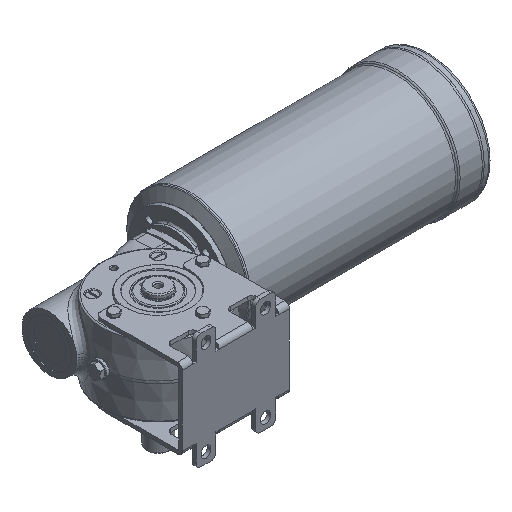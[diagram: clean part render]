
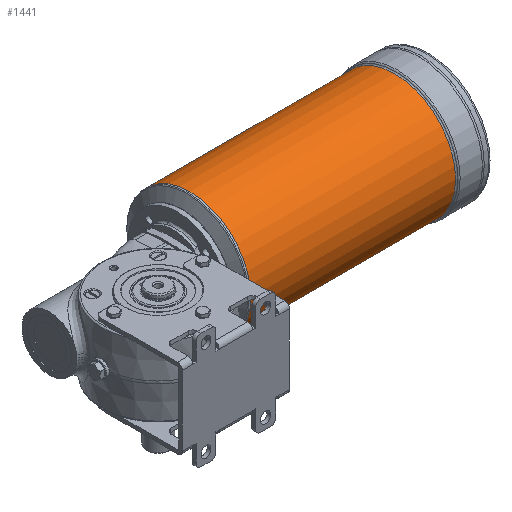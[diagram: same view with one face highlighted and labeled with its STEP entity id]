
A CAD part, isometric view. The second image highlights one B-rep face of the part: STEP entity #1441.
In plain terms, the highlighted cylindrical face has radius 64.5 mm (diameter 129 mm), a full revolution.
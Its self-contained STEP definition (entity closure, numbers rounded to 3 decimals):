
#1441 = ADVANCED_FACE( '', ( #3370, #3371 ), #3372, .T. );
#3370 = FACE_OUTER_BOUND( '', #7407, .T. );
#3371 = FACE_OUTER_BOUND( '', #7408, .T. );
#3372 = CYLINDRICAL_SURFACE( '', #7409, 64.5 );
#7407 = EDGE_LOOP( '', ( #12386 ) );
#7408 = EDGE_LOOP( '', ( #12387 ) );
#7409 = AXIS2_PLACEMENT_3D( '', #12388, #12389, #12390 );
#12386 = ORIENTED_EDGE( '', *, *, #15612, .T. );
#12387 = ORIENTED_EDGE( '', *, *, #16455, .T. );
#12388 = CARTESIAN_POINT( '', ( 243.668, 50., 0. ) );
#12389 = DIRECTION( '', ( -1., 0., 0. ) );
#12390 = DIRECTION( '', ( 0., 1., 0. ) );
#15612 = EDGE_CURVE( '', #18059, #18059, #18060, .F. );
#16455 = EDGE_CURVE( '', #19332, #19332, #19333, .T. );
#18059 = VERTEX_POINT( '', #21901 );
#18060 = CIRCLE( '', #21902, 64.5 );
#19332 = VERTEX_POINT( '', #24680 );
#19333 = CIRCLE( '', #24681, 64.5 );
#21901 = CARTESIAN_POINT( '', ( 299.672, 114.5, 0. ) );
#21902 = AXIS2_PLACEMENT_3D( '', #26648, #26649, #26650 );
#24680 = CARTESIAN_POINT( '', ( 83.5, 114.5, 0. ) );
#24681 = AXIS2_PLACEMENT_3D( '', #27636, #27637, #27638 );
#26648 = CARTESIAN_POINT( '', ( 299.672, 50., 0. ) );
#26649 = DIRECTION( '', ( 1., 0., 0. ) );
#26650 = DIRECTION( '', ( 0., 1., 0. ) );
#27636 = CARTESIAN_POINT( '', ( 83.5, 50., 0. ) );
#27637 = DIRECTION( '', ( 1., 0., 0. ) );
#27638 = DIRECTION( '', ( 0., 1., 0. ) );
